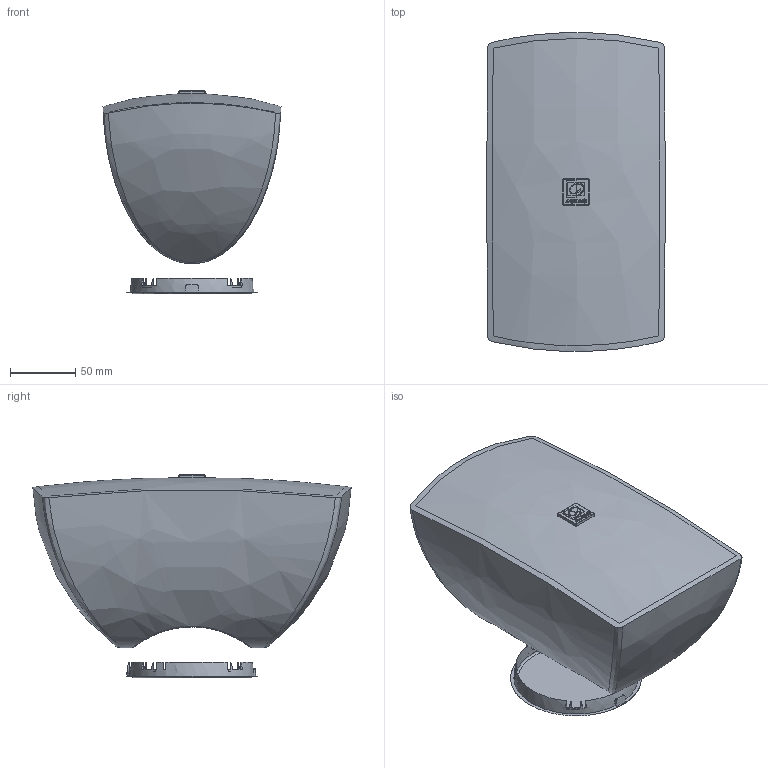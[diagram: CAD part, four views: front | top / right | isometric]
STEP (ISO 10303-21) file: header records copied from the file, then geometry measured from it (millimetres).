
FILE_DESCRIPTION(/* description */ (''),/* implementation_level */ '2;1');
FILE_NAME(/* name */ 'AUDAC-ATEO4MK2.stp',/* time_stamp */ '2021-03-23T11:31:13+01:00',/* author */ ('kamiel'),/* organization */ (''),/* preprocessor_version */ 'ST-DEVELOPER v18.1',/* originating_system */ 'Autodesk Inventor 2021',/* authorisation */ '');
FILE_SCHEMA (('AUTOMOTIVE_DESIGN { 1 0 10303 214 3 1 1 }'));
Length unit declared in the file: millimetre
Products named in the file (1): AUDAC-ATEO4MK2
Bounding box: 136 x 243.25 x 155.5 mm (x, y, z)
Volume: 2974017 mm3; surface area: 133055.5 mm2
Topology: 1 solids, 1 shells, 238 faces, 649 edges, 430 vertices
Faces by surface type: plane 144, bspline 61, cylinder 25, torus 5, sphere 3
Full cylindrical faces by diameter (mm): 3.7 x1, 9.5 x1, 91.985 x1
Entity records: 11690 total; most frequent: CARTESIAN_POINT 5665, ORIENTED_EDGE 1290, DIRECTION 1028, EDGE_CURVE 645, VERTEX_POINT 428, LINE 358, VECTOR 358, AXIS2_PLACEMENT_3D 335
